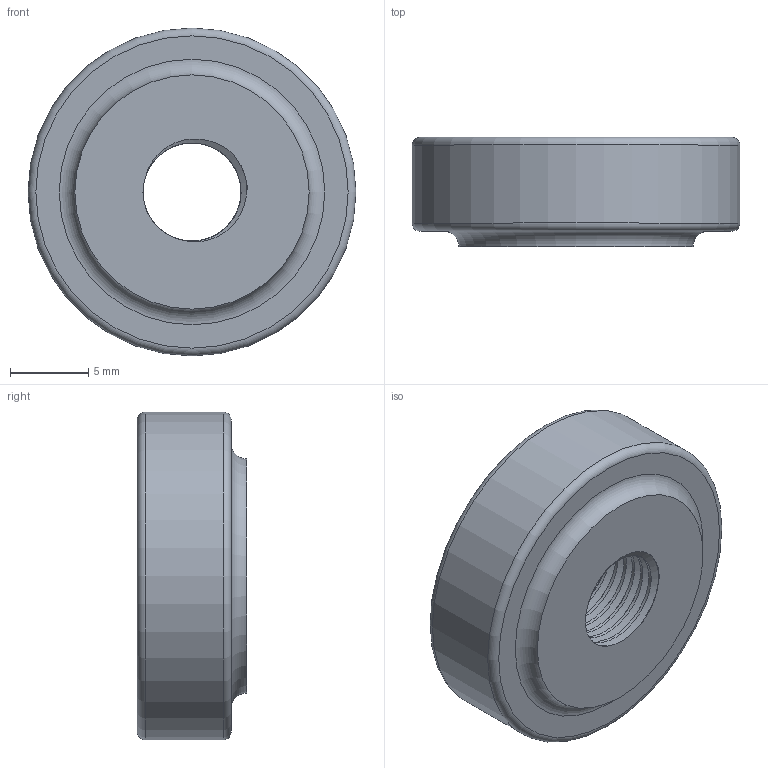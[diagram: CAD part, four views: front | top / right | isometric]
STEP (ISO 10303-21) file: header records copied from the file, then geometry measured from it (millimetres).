
FILE_DESCRIPTION(/* description */ (''),/* implementation_level */ '2;1');
FILE_NAME(/* name */ 'Nut.stp',/* time_stamp */ '2024-09-22T09:42:27-05:00',/* author */ (''),/* organization */ (''),/* preprocessor_version */ 'ST-DEVELOPER v20',/* originating_system */ 'Autodesk Translation Framework v13.20.0.188',/* authorisation */ '');
FILE_SCHEMA (('AUTOMOTIVE_DESIGN { 1 0 10303 214 3 1 1 }'));
Length unit declared in the file: millimetre
Products named in the file (1): Nut
Bounding box: 21 x 7 x 21 mm (x, y, z)
Volume: 2016.7 mm3; surface area: 1259 mm2
Topology: 1 solids, 1 shells, 30 faces, 81 edges, 54 vertices
Faces by surface type: cylinder 22, plane 3, torus 3, bspline 2
Full cylindrical faces by diameter (mm): 6.283 x6, 7.12 x2, 21 x1
Entity records: 2340 total; most frequent: CARTESIAN_POINT 1620, ORIENTED_EDGE 162, DIRECTION 108, EDGE_CURVE 81, VERTEX_POINT 54, B_SPLINE_CURVE_WITH_KNOTS 46, AXIS2_PLACEMENT_3D 44, EDGE_LOOP 33
